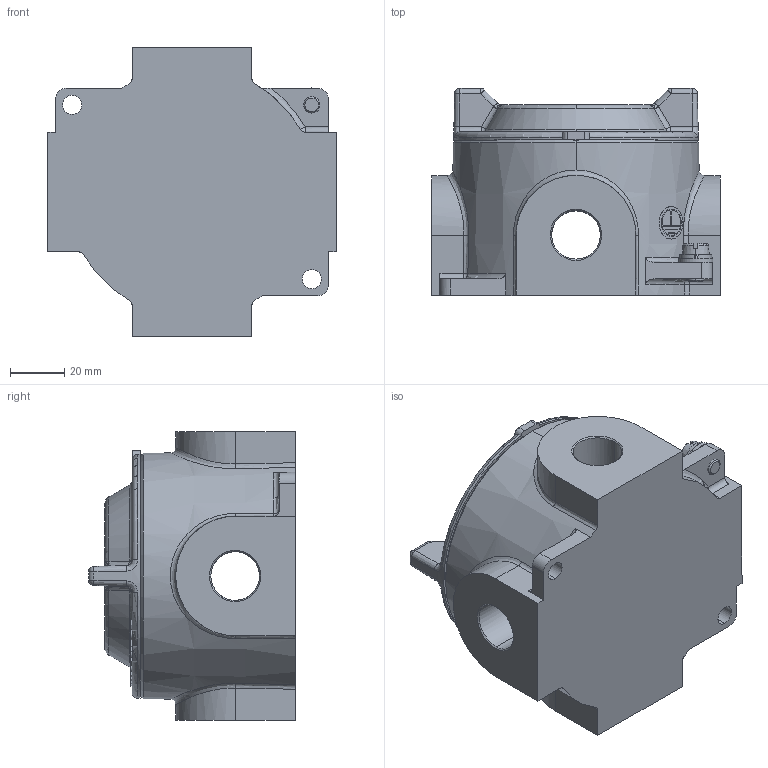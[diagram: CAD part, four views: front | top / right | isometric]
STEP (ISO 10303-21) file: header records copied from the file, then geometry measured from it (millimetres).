
FILE_DESCRIPTION (( 'STEP AP203' ), '1' );
FILE_NAME ('8252_12-0IIII-111.STEP', '2015-01-17T10:53:04', ( '' ), ( '' ), 'SwSTEP 2.0', 'SolidWorks 2015', '' );
FILE_SCHEMA (( 'CONFIG_CONTROL_DESIGN' ));
Length unit declared in the file: millimetre
Products named in the file (10): 520_086_0; 515_839_0_eingebaut; 506_548_0; DIN 916 - M3 x 4-N_DIN 916 - M3 x 4-N; 8252_9_005_002_6_Machining; 502_077_0; 8252_9_085_003_0_plain; 8252_12-0IIII-111; 8252_9_004_006_3_Machining; 506_635_0
Assembly tree (12 placements, depth 2):
  8252_12-0IIII-111
    8252_9_004_006_3_Machining
    8252_9_005_002_6_Machining
    502_077_0  x2
    506_548_0  x2
    506_635_0  x2
    8252_9_085_003_0_plain
    515_839_0_eingebaut
    520_086_0
    DIN 916 - M3 x 4-N_DIN 916 - M3 x 4-N
Bounding box: 106 x 76 x 106 mm (x, y, z)
Volume: 226461.3 mm3; surface area: 82562.7 mm2
Topology: 12 solids, 12 shells, 1069 faces, 2724 edges, 1733 vertices
Faces by surface type: plane 603, bspline 207, cylinder 115, cone 73, torus 55, sphere 16
Entity records: 44194 total; most frequent: CARTESIAN_POINT 19605, ORIENTED_EDGE 5220, DIRECTION 4173, EDGE_CURVE 2610, VERTEX_POINT 1679, LINE 1651, VECTOR 1651, AXIS2_PLACEMENT_3D 1261
